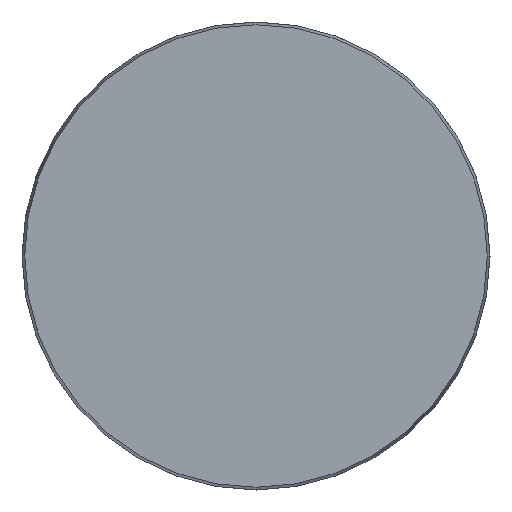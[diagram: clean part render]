
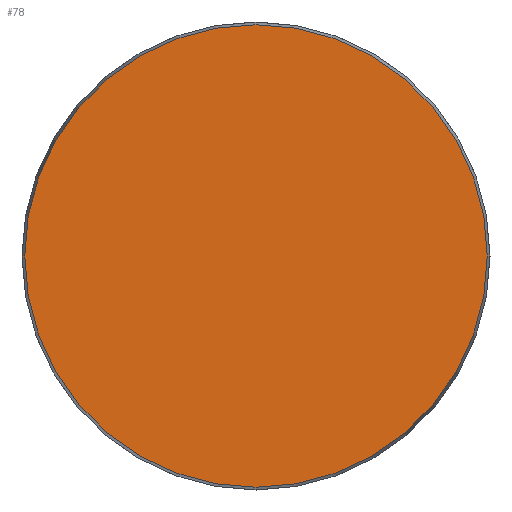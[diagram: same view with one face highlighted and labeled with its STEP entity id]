
A CAD part, front view. The second image highlights one B-rep face of the part: STEP entity #78.
In plain terms, the highlighted planar face has unit normal (0, -1, 0).
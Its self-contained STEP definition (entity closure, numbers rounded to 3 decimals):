
#56 = EDGE_CURVE ( 'NONE', #489, #489, #321, .T. ) ;
#64 = CARTESIAN_POINT ( 'NONE',  ( 0., 0., -48.425 ) ) ;
#78 = ADVANCED_FACE ( 'NONE', ( #451 ), #204, .F. ) ;
#111 = CARTESIAN_POINT ( 'NONE',  ( 0., 0., 0. ) ) ;
#195 = DIRECTION ( 'NONE',  ( 0., 1., 0. ) ) ;
#204 = PLANE ( 'NONE',  #340 ) ;
#243 = EDGE_LOOP ( 'NONE', ( #426 ) ) ;
#287 = DIRECTION ( 'NONE',  ( 0., 0., 1. ) ) ;
#321 = CIRCLE ( 'NONE', #334, 48.425 ) ;
#334 = AXIS2_PLACEMENT_3D ( 'NONE', #111, #445, #539 ) ;
#340 = AXIS2_PLACEMENT_3D ( 'NONE', #412, #195, #287 ) ;
#412 = CARTESIAN_POINT ( 'NONE',  ( -48.425, 0., 0. ) ) ;
#426 = ORIENTED_EDGE ( 'NONE', *, *, #56, .T. ) ;
#445 = DIRECTION ( 'NONE',  ( 0., -1., 0. ) ) ;
#451 = FACE_OUTER_BOUND ( 'NONE', #243, .T. ) ;
#489 = VERTEX_POINT ( 'NONE', #64 ) ;
#539 = DIRECTION ( 'NONE',  ( 0., 0., -1. ) ) ;
